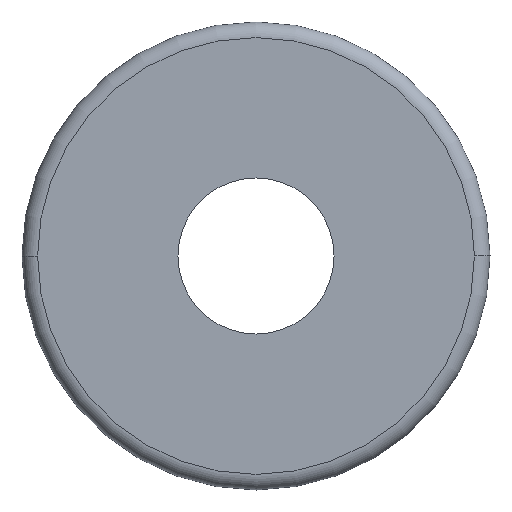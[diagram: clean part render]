
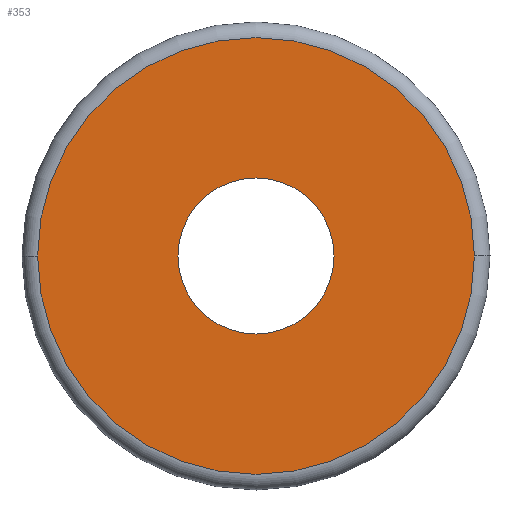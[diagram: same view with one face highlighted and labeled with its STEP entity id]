
A CAD part, front view. The second image highlights one B-rep face of the part: STEP entity #353.
In plain terms, the highlighted planar face has unit normal (0, -1, 0).
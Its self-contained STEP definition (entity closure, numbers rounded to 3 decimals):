
#2 = AXIS2_PLACEMENT_3D ( 'NONE', #174, #271, #76 ) ;
#12 = DIRECTION ( 'NONE',  ( -1., 0., 0. ) ) ;
#16 = DIRECTION ( 'NONE',  ( 0., 1., 0. ) ) ;
#22 = ORIENTED_EDGE ( 'NONE', *, *, #383, .F. ) ;
#33 = VERTEX_POINT ( 'NONE', #154 ) ;
#47 = CARTESIAN_POINT ( 'NONE',  ( 0., 0., 0. ) ) ;
#49 = CARTESIAN_POINT ( 'NONE',  ( 13.987, 0., 0. ) ) ;
#57 = EDGE_LOOP ( 'NONE', ( #70, #22 ) ) ;
#67 = DIRECTION ( 'NONE',  ( 0., 1., 0. ) ) ;
#70 = ORIENTED_EDGE ( 'NONE', *, *, #306, .F. ) ;
#76 = DIRECTION ( 'NONE',  ( -1., 0., 0. ) ) ;
#83 = EDGE_LOOP ( 'NONE', ( #248, #312 ) ) ;
#96 = CARTESIAN_POINT ( 'NONE',  ( 0., 0., 0. ) ) ;
#106 = AXIS2_PLACEMENT_3D ( 'NONE', #382, #16, #304 ) ;
#117 = AXIS2_PLACEMENT_3D ( 'NONE', #47, #276, #175 ) ;
#122 = CIRCLE ( 'NONE', #263, 5. ) ;
#129 = CIRCLE ( 'NONE', #2, 13.987 ) ;
#144 = DIRECTION ( 'NONE',  ( -1., 0., 0. ) ) ;
#147 = DIRECTION ( 'NONE',  ( 0., 1., 0. ) ) ;
#154 = CARTESIAN_POINT ( 'NONE',  ( 5., 0., 0. ) ) ;
#170 = CARTESIAN_POINT ( 'NONE',  ( -13.987, 0., 0. ) ) ;
#174 = CARTESIAN_POINT ( 'NONE',  ( 0., 0., 0. ) ) ;
#175 = DIRECTION ( 'NONE',  ( -1., 0., 0. ) ) ;
#182 = FACE_BOUND ( 'NONE', #83, .T. ) ;
#213 = PLANE ( 'NONE',  #106 ) ;
#217 = EDGE_CURVE ( 'NONE', #356, #33, #267, .T. ) ;
#242 = CARTESIAN_POINT ( 'NONE',  ( -5., 0., 0. ) ) ;
#248 = ORIENTED_EDGE ( 'NONE', *, *, #217, .T. ) ;
#249 = VERTEX_POINT ( 'NONE', #170 ) ;
#263 = AXIS2_PLACEMENT_3D ( 'NONE', #272, #147, #144 ) ;
#267 = CIRCLE ( 'NONE', #311, 5. ) ;
#271 = DIRECTION ( 'NONE',  ( 0., 1., 0. ) ) ;
#272 = CARTESIAN_POINT ( 'NONE',  ( 0., 0., 0. ) ) ;
#276 = DIRECTION ( 'NONE',  ( 0., 1., 0. ) ) ;
#304 = DIRECTION ( 'NONE',  ( -1., 0., 0. ) ) ;
#305 = CIRCLE ( 'NONE', #117, 13.987 ) ;
#306 = EDGE_CURVE ( 'NONE', #249, #369, #129, .T. ) ;
#311 = AXIS2_PLACEMENT_3D ( 'NONE', #96, #67, #12 ) ;
#312 = ORIENTED_EDGE ( 'NONE', *, *, #388, .T. ) ;
#353 = ADVANCED_FACE ( 'NONE', ( #182, #359 ), #213, .F. ) ;
#356 = VERTEX_POINT ( 'NONE', #242 ) ;
#359 = FACE_OUTER_BOUND ( 'NONE', #57, .T. ) ;
#369 = VERTEX_POINT ( 'NONE', #49 ) ;
#382 = CARTESIAN_POINT ( 'NONE',  ( 0., 0., 0. ) ) ;
#383 = EDGE_CURVE ( 'NONE', #369, #249, #305, .T. ) ;
#388 = EDGE_CURVE ( 'NONE', #33, #356, #122, .T. ) ;
